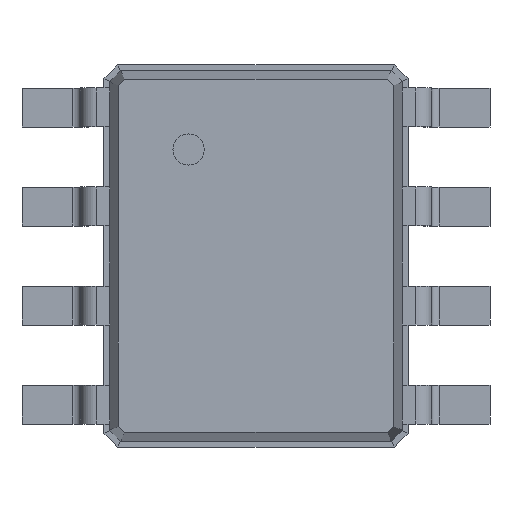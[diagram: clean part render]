
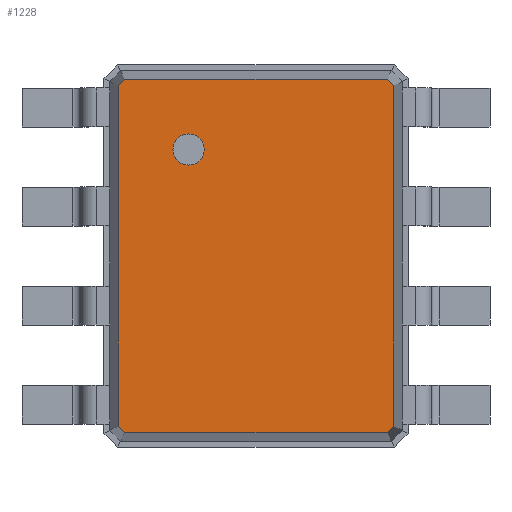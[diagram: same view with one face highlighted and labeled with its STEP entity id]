
A CAD part, top view. The second image highlights one B-rep face of the part: STEP entity #1228.
In plain terms, the highlighted planar face has unit normal (0, 0, 1).
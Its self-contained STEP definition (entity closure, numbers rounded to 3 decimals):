
#13=DIRECTION('',(0.,0.,1.));
#27=VECTOR('',#28,1.);
#28=DIRECTION('',(0.,-1.,0.));
#49=DIRECTION('',(0.,1.,0.));
#59=VECTOR('',#60,1.);
#60=DIRECTION('',(1.,0.,0.));
#134=VECTOR('',#135,1.);
#135=DIRECTION('',(-1.,0.,0.));
#310=DIRECTION('',(0.,0.,-1.));
#394=VECTOR('',#395,1.);
#395=DIRECTION('',(0.707,-0.707,0.));
#401=VECTOR('',#402,1.);
#402=DIRECTION('',(-0.707,-0.707,0.));
#413=VECTOR('',#414,1.);
#414=DIRECTION('',(-0.707,0.707,0.));
#420=VECTOR('',#49,1.);
#424=VECTOR('',#425,1.);
#425=DIRECTION('',(0.707,0.707,0.));
#633=VERTEX_POINT('',#634);
#634=CARTESIAN_POINT('',(1.764,-2.182,1.6));
#637=EDGE_CURVE('',#638,#633,#640,.T.);
#638=VERTEX_POINT('',#639);
#639=CARTESIAN_POINT('',(1.764,2.182,1.6));
#640=LINE('',#639,#27);
#1220=EDGE_CURVE('',#1221,#638,#1223,.T.);
#1221=VERTEX_POINT('',#1222);
#1222=CARTESIAN_POINT('',(1.682,2.264,1.6));
#1223=LINE('',#1222,#394);
#1228=ADVANCED_FACE('',(#1229,#1261),#1270,.F.);
#1229=FACE_BOUND('',#1230,.F.);
#1230=EDGE_LOOP('',(#1231,#1236,#1237,#1238,#1243,#1248,#1253,#1258));
#1231=ORIENTED_EDGE('',*,*,#1232,.T.);
#1232=EDGE_CURVE('',#1233,#1221,#1235,.T.);
#1233=VERTEX_POINT('',#1234);
#1234=CARTESIAN_POINT('',(-1.682,2.264,1.6));
#1235=LINE('',#1234,#59);
#1236=ORIENTED_EDGE('',*,*,#1220,.T.);
#1237=ORIENTED_EDGE('',*,*,#637,.T.);
#1238=ORIENTED_EDGE('',*,*,#1239,.T.);
#1239=EDGE_CURVE('',#633,#1240,#1242,.T.);
#1240=VERTEX_POINT('',#1241);
#1241=CARTESIAN_POINT('',(1.682,-2.264,1.6));
#1242=LINE('',#634,#401);
#1243=ORIENTED_EDGE('',*,*,#1244,.T.);
#1244=EDGE_CURVE('',#1240,#1245,#1247,.T.);
#1245=VERTEX_POINT('',#1246);
#1246=CARTESIAN_POINT('',(-1.682,-2.264,1.6));
#1247=LINE('',#1241,#134);
#1248=ORIENTED_EDGE('',*,*,#1249,.T.);
#1249=EDGE_CURVE('',#1245,#1250,#1252,.T.);
#1250=VERTEX_POINT('',#1251);
#1251=CARTESIAN_POINT('',(-1.764,-2.182,1.6));
#1252=LINE('',#1246,#413);
#1253=ORIENTED_EDGE('',*,*,#1254,.T.);
#1254=EDGE_CURVE('',#1250,#1255,#1257,.T.);
#1255=VERTEX_POINT('',#1256);
#1256=CARTESIAN_POINT('',(-1.764,2.182,1.6));
#1257=LINE('',#1251,#420);
#1258=ORIENTED_EDGE('',*,*,#1259,.T.);
#1259=EDGE_CURVE('',#1255,#1233,#1260,.T.);
#1260=LINE('',#1256,#424);
#1261=FACE_BOUND('',#1262,.F.);
#1262=EDGE_LOOP('',(#1263));
#1263=ORIENTED_EDGE('',*,*,#1264,.T.);
#1264=EDGE_CURVE('',#1265,#1265,#1267,.T.);
#1265=VERTEX_POINT('',#1266);
#1266=CARTESIAN_POINT('',(-0.864,1.164,1.6));
#1267=CIRCLE('',#1268,0.2);
#1268=AXIS2_PLACEMENT_3D('',#1269,#13,#28);
#1269=CARTESIAN_POINT('',(-0.864,1.364,1.6));
#1270=PLANE('',#1271);
#1271=AXIS2_PLACEMENT_3D('',#1234,#310,#1272);
#1272=DIRECTION('',(0.596,-0.803,0.));
